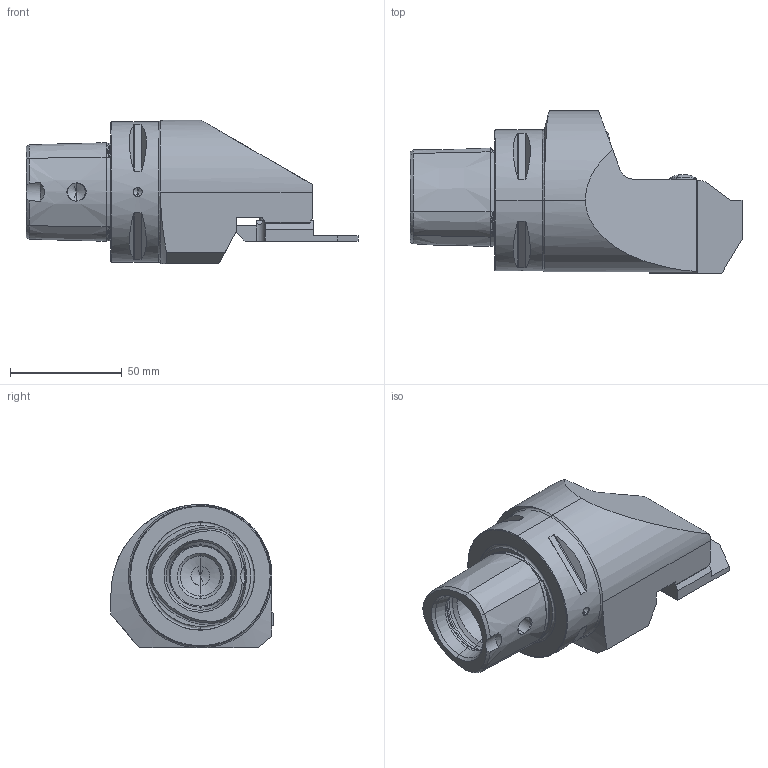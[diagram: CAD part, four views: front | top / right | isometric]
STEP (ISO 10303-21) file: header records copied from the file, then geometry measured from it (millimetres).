
FILE_DESCRIPTION (( 'STEP AP203' ), '1' );
FILE_NAME ('PS6-KXA.RFB.090.STEP', '2017-01-11T10:47:54', ( 'SWIAdmin' ), ( 'Hewlett-Packard Company' ), 'SwSTEP 2.0', 'SolidWorks 2015', '' );
FILE_SCHEMA (( 'CONFIG_CONTROL_DESIGN' ));
Length unit declared in the file: millimetre
Products named in the file (9): PS6-KXA.RFB.090; PS6-KXA.RFB.090_A; Gegenstück KX; KU1-U12.003.010_A; KVT_MB_600_060; DIN 3771 - 8x2; KU1-U12.002.010_A; PS6-ER2.001.012; PS6-ER2.002.012
Assembly tree (9 placements, depth 2):
  PS6-KXA.RFB.090
    PS6-KXA.RFB.090_A
    Gegenstück KX
    KVT_MB_600_060
    KU1-U12.002.010_A
    KU1-U12.003.010_A
    DIN 3771 - 8x2
    PS6-ER2.001.012  x2
    PS6-ER2.002.012
Bounding box: 148.5 x 72.5 x 64 mm (x, y, z)
Volume: 260254.9 mm3; surface area: 43246.6 mm2
Topology: 10 solids, 10 shells, 487 faces, 1267 edges, 785 vertices
Faces by surface type: plane 164, cylinder 158, cone 115, torus 40, sphere 10
Entity records: 15581 total; most frequent: CARTESIAN_POINT 3560, DIRECTION 2350, ORIENTED_EDGE 2348, EDGE_CURVE 1174, AXIS2_PLACEMENT_3D 891, VERTEX_POINT 737, VECTOR 568, LINE 568
